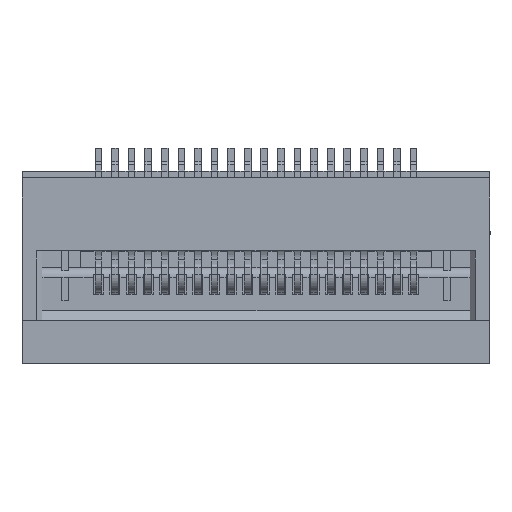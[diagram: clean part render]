
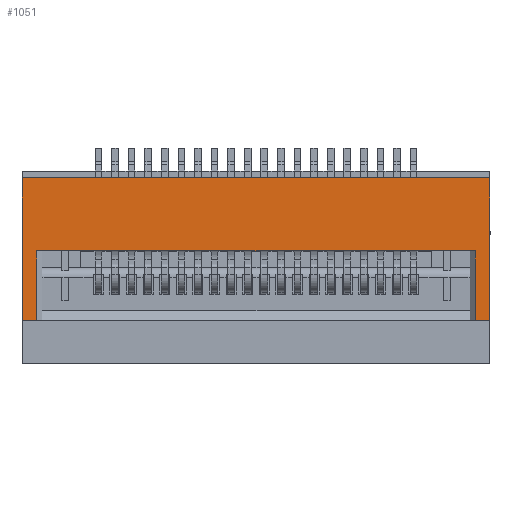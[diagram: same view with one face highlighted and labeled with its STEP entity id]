
A CAD part, top view. The second image highlights one B-rep face of the part: STEP entity #1051.
In plain terms, the highlighted planar face has unit normal (0, 0, 1).
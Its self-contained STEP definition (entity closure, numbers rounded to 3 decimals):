
#1051 = ADVANCED_FACE( '', ( #2112 ), #2113, .T. );
#2112 = FACE_OUTER_BOUND( '', #3275, .T. );
#2113 = PLANE( '', #3276 );
#3275 = EDGE_LOOP( '', ( #5729, #5730, #5731, #5732, #5733, #5734, #5735, #5736 ) );
#3276 = AXIS2_PLACEMENT_3D( '', #5737, #5738, #5739 );
#5729 = ORIENTED_EDGE( '', *, *, #9099, .T. );
#5730 = ORIENTED_EDGE( '', *, *, #9100, .F. );
#5731 = ORIENTED_EDGE( '', *, *, #9101, .F. );
#5732 = ORIENTED_EDGE( '', *, *, #9102, .F. );
#5733 = ORIENTED_EDGE( '', *, *, #9103, .T. );
#5734 = ORIENTED_EDGE( '', *, *, #9104, .T. );
#5735 = ORIENTED_EDGE( '', *, *, #9105, .T. );
#5736 = ORIENTED_EDGE( '', *, *, #8075, .F. );
#5737 = CARTESIAN_POINT( '', ( 7.05, -2.25, 1.1 ) );
#5738 = DIRECTION( '', ( 0., 0., 1. ) );
#5739 = DIRECTION( '', ( 1., 0., 0. ) );
#8075 = EDGE_CURVE( '', #9806, #9808, #9809, .T. );
#9099 = EDGE_CURVE( '', #9806, #11485, #11486, .T. );
#9100 = EDGE_CURVE( '', #11487, #11485, #11488, .T. );
#9101 = EDGE_CURVE( '', #11489, #11487, #11490, .T. );
#9102 = EDGE_CURVE( '', #11491, #11489, #11492, .T. );
#9103 = EDGE_CURVE( '', #11491, #11493, #11494, .T. );
#9104 = EDGE_CURVE( '', #11493, #11495, #11496, .T. );
#9105 = EDGE_CURVE( '', #11495, #9808, #11497, .T. );
#9806 = VERTEX_POINT( '', #12399 );
#9808 = VERTEX_POINT( '', #12402 );
#9809 = LINE( '', #12403, #12404 );
#11485 = VERTEX_POINT( '', #14838 );
#11486 = LINE( '', #14839, #14840 );
#11487 = VERTEX_POINT( '', #14841 );
#11488 = LINE( '', #14842, #14843 );
#11489 = VERTEX_POINT( '', #14844 );
#11490 = LINE( '', #14845, #14846 );
#11491 = VERTEX_POINT( '', #14847 );
#11492 = LINE( '', #14848, #14849 );
#11493 = VERTEX_POINT( '', #14850 );
#11494 = LINE( '', #14851, #14852 );
#11495 = VERTEX_POINT( '', #14853 );
#11496 = LINE( '', #14854, #14855 );
#11497 = LINE( '', #14856, #14857 );
#12399 = CARTESIAN_POINT( '', ( 7.05, -2.25, 1.1 ) );
#12402 = CARTESIAN_POINT( '', ( 6.6, -2.25, 1.1 ) );
#12403 = CARTESIAN_POINT( '', ( 7.05, -2.25, 1.1 ) );
#12404 = VECTOR( '', #16110, 1000. );
#14838 = CARTESIAN_POINT( '', ( 7.05, 2.05, 1.1 ) );
#14839 = CARTESIAN_POINT( '', ( 7.05, -2.25, 1.1 ) );
#14840 = VECTOR( '', #17118, 1000. );
#14841 = CARTESIAN_POINT( '', ( -7.05, 2.05, 1.1 ) );
#14842 = CARTESIAN_POINT( '', ( -7.913, 2.05, 1.1 ) );
#14843 = VECTOR( '', #17119, 1000. );
#14844 = CARTESIAN_POINT( '', ( -7.05, -2.25, 1.1 ) );
#14845 = CARTESIAN_POINT( '', ( -7.05, -2.25, 1.1 ) );
#14846 = VECTOR( '', #17120, 1000. );
#14847 = CARTESIAN_POINT( '', ( -6.6, -2.25, 1.1 ) );
#14848 = CARTESIAN_POINT( '', ( 7.05, -2.25, 1.1 ) );
#14849 = VECTOR( '', #17121, 1000. );
#14850 = CARTESIAN_POINT( '', ( -6.6, -0.15, 1.1 ) );
#14851 = CARTESIAN_POINT( '', ( -6.6, -2.25, 1.1 ) );
#14852 = VECTOR( '', #17122, 1000. );
#14853 = CARTESIAN_POINT( '', ( 6.6, -0.15, 1.1 ) );
#14854 = CARTESIAN_POINT( '', ( 5.3, -0.15, 1.1 ) );
#14855 = VECTOR( '', #17123, 1000. );
#14856 = CARTESIAN_POINT( '', ( 6.6, -2.25, 1.1 ) );
#14857 = VECTOR( '', #17124, 1000. );
#16110 = DIRECTION( '', ( -1., 0., 0. ) );
#17118 = DIRECTION( '', ( 0., 1., 0. ) );
#17119 = DIRECTION( '', ( 1., 0., 0. ) );
#17120 = DIRECTION( '', ( 0., 1., 0. ) );
#17121 = DIRECTION( '', ( -1., 0., 0. ) );
#17122 = DIRECTION( '', ( 0., 1., 0. ) );
#17123 = DIRECTION( '', ( 1., 0., 0. ) );
#17124 = DIRECTION( '', ( 0., -1., 0. ) );
